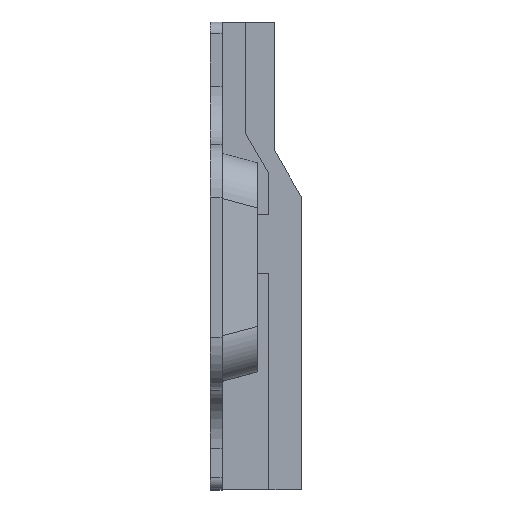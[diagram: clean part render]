
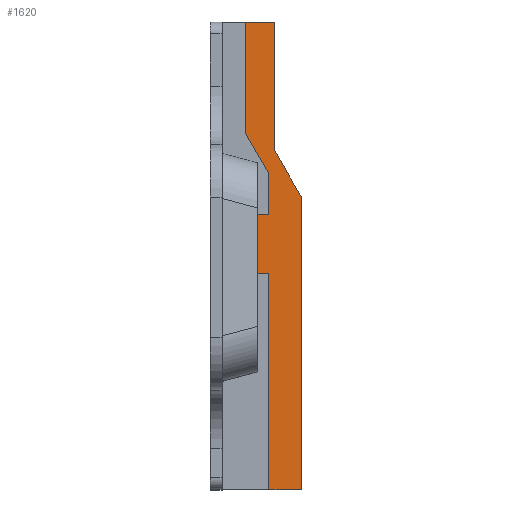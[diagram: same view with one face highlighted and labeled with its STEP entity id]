
A CAD part, top view. The second image highlights one B-rep face of the part: STEP entity #1620.
In plain terms, the highlighted planar face has unit normal (0, 0, 1).
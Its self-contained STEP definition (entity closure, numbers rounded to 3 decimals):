
#323=DIRECTION('',(1.,0.,0.));
#324=VECTOR('',#323,2.8);
#325=CARTESIAN_POINT('',(5.,-19.,5.15));
#326=LINE('',#325,#324);
#327=DIRECTION('',(0.,-1.,0.));
#328=VECTOR('',#327,18.5);
#329=CARTESIAN_POINT('',(5.,-0.5,5.15));
#330=LINE('',#329,#328);
#331=DIRECTION('',(1.,0.,0.));
#332=VECTOR('',#331,1.);
#333=CARTESIAN_POINT('',(4.,-0.5,5.15));
#334=LINE('',#333,#332);
#335=DIRECTION('',(0.,-1.,0.));
#336=VECTOR('',#335,5.);
#337=CARTESIAN_POINT('',(4.,4.5,5.15));
#338=LINE('',#337,#336);
#339=DIRECTION('',(-1.,0.,0.));
#340=VECTOR('',#339,1.);
#341=CARTESIAN_POINT('',(5.,4.5,5.15));
#342=LINE('',#341,#340);
#343=DIRECTION('',(0.,-1.,0.));
#344=VECTOR('',#343,3.536);
#345=CARTESIAN_POINT('',(5.,8.036,5.15));
#346=LINE('',#345,#344);
#347=DIRECTION('',(0.5,-0.866,0.));
#348=VECTOR('',#347,4.);
#349=CARTESIAN_POINT('',(3.,11.5,5.15));
#350=LINE('',#349,#348);
#351=DIRECTION('',(0.,-1.,0.));
#352=VECTOR('',#351,9.5);
#353=CARTESIAN_POINT('',(3.,21.,5.15));
#354=LINE('',#353,#352);
#355=DIRECTION('',(-1.,0.,0.));
#356=VECTOR('',#355,2.5);
#357=CARTESIAN_POINT('',(5.5,21.,5.15));
#358=LINE('',#357,#356);
#359=DIRECTION('',(0.,1.,0.));
#360=VECTOR('',#359,11.);
#361=CARTESIAN_POINT('',(5.5,10.,5.15));
#362=LINE('',#361,#360);
#363=DIRECTION('',(-0.5,0.866,0.));
#364=VECTOR('',#363,4.6);
#365=CARTESIAN_POINT('',(7.8,6.016,5.15));
#366=LINE('',#365,#364);
#367=DIRECTION('',(0.,1.,0.));
#368=VECTOR('',#367,25.016);
#369=CARTESIAN_POINT('',(7.8,-19.,5.15));
#370=LINE('',#369,#368);
#1295=CARTESIAN_POINT('',(5.,-19.,5.15));
#1296=CARTESIAN_POINT('',(7.8,-19.,5.15));
#1297=VERTEX_POINT('',#1295);
#1298=VERTEX_POINT('',#1296);
#1303=CARTESIAN_POINT('',(7.8,6.016,5.15));
#1304=VERTEX_POINT('',#1303);
#1305=CARTESIAN_POINT('',(5.,-0.5,5.15));
#1306=VERTEX_POINT('',#1305);
#1307=CARTESIAN_POINT('',(5.5,10.,5.15));
#1308=VERTEX_POINT('',#1307);
#1309=CARTESIAN_POINT('',(4.,-0.5,5.15));
#1310=VERTEX_POINT('',#1309);
#1317=CARTESIAN_POINT('',(5.5,21.,5.15));
#1318=VERTEX_POINT('',#1317);
#1321=CARTESIAN_POINT('',(4.,4.5,5.15));
#1322=VERTEX_POINT('',#1321);
#1329=CARTESIAN_POINT('',(3.,21.,5.15));
#1330=VERTEX_POINT('',#1329);
#1333=CARTESIAN_POINT('',(5.,4.5,5.15));
#1334=VERTEX_POINT('',#1333);
#1339=CARTESIAN_POINT('',(3.,11.5,5.15));
#1340=VERTEX_POINT('',#1339);
#1343=CARTESIAN_POINT('',(5.,8.036,5.15));
#1344=VERTEX_POINT('',#1343);
#1589=CARTESIAN_POINT('',(0.,-19.,5.15));
#1590=DIRECTION('',(0.,0.,-1.));
#1591=DIRECTION('',(0.,1.,0.));
#1592=AXIS2_PLACEMENT_3D('',#1589,#1590,#1591);
#1593=PLANE('',#1592);
#1595=ORIENTED_EDGE('',*,*,#1594,.F.);
#1597=ORIENTED_EDGE('',*,*,#1596,.F.);
#1599=ORIENTED_EDGE('',*,*,#1598,.F.);
#1601=ORIENTED_EDGE('',*,*,#1600,.F.);
#1603=ORIENTED_EDGE('',*,*,#1602,.F.);
#1605=ORIENTED_EDGE('',*,*,#1604,.F.);
#1607=ORIENTED_EDGE('',*,*,#1606,.F.);
#1609=ORIENTED_EDGE('',*,*,#1608,.F.);
#1611=ORIENTED_EDGE('',*,*,#1610,.F.);
#1613=ORIENTED_EDGE('',*,*,#1612,.F.);
#1615=ORIENTED_EDGE('',*,*,#1614,.F.);
#1617=ORIENTED_EDGE('',*,*,#1616,.F.);
#1618=EDGE_LOOP('',(#1595,#1597,#1599,#1601,#1603,#1605,#1607,#1609,#1611,#1613,
#1615,#1617));
#1619=FACE_OUTER_BOUND('',#1618,.F.);
#1594=EDGE_CURVE('',#1297,#1298,#326,.T.);
#1596=EDGE_CURVE('',#1306,#1297,#330,.T.);
#1598=EDGE_CURVE('',#1310,#1306,#334,.T.);
#1600=EDGE_CURVE('',#1322,#1310,#338,.T.);
#1602=EDGE_CURVE('',#1334,#1322,#342,.T.);
#1604=EDGE_CURVE('',#1344,#1334,#346,.T.);
#1606=EDGE_CURVE('',#1340,#1344,#350,.T.);
#1608=EDGE_CURVE('',#1330,#1340,#354,.T.);
#1610=EDGE_CURVE('',#1318,#1330,#358,.T.);
#1612=EDGE_CURVE('',#1308,#1318,#362,.T.);
#1614=EDGE_CURVE('',#1304,#1308,#366,.T.);
#1616=EDGE_CURVE('',#1298,#1304,#370,.T.);
#1620=ADVANCED_FACE('',(#1619),#1593,.F.);
